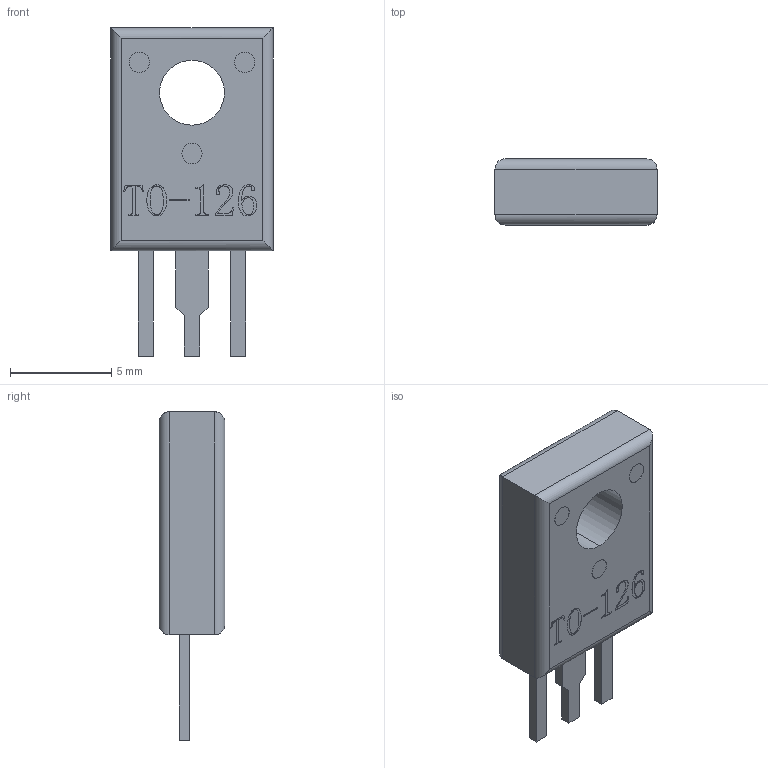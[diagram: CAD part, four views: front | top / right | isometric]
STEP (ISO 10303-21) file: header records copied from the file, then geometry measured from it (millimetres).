
FILE_DESCRIPTION (( 'STEP AP214' ), '1' );
FILE_NAME ('TO-126.STEP', '2008-07-13T04:23:19', ( 'Chinese User' ), ( 'Chinese ORG' ), 'SwSTEP 2.0', 'SolidWorks 2005204', '' );
FILE_SCHEMA (( 'AUTOMOTIVE_DESIGN' ));
Length unit declared in the file: millimetre
Products named in the file (1): TO-126
Bounding box: 8 x 3.25 x 16.2 mm (x, y, z)
Volume: 263 mm3; surface area: 346.9 mm2
Topology: 4 solids, 4 shells, 132 faces, 331 edges, 218 vertices
Faces by surface type: plane 71, bspline 45, cylinder 16
Entity records: 7914 total; most frequent: CARTESIAN_POINT 4717, ORIENTED_EDGE 662, DIRECTION 425, EDGE_CURVE 331, VERTEX_POINT 218, VECTOR 217, LINE 217, EDGE_LOOP 145
